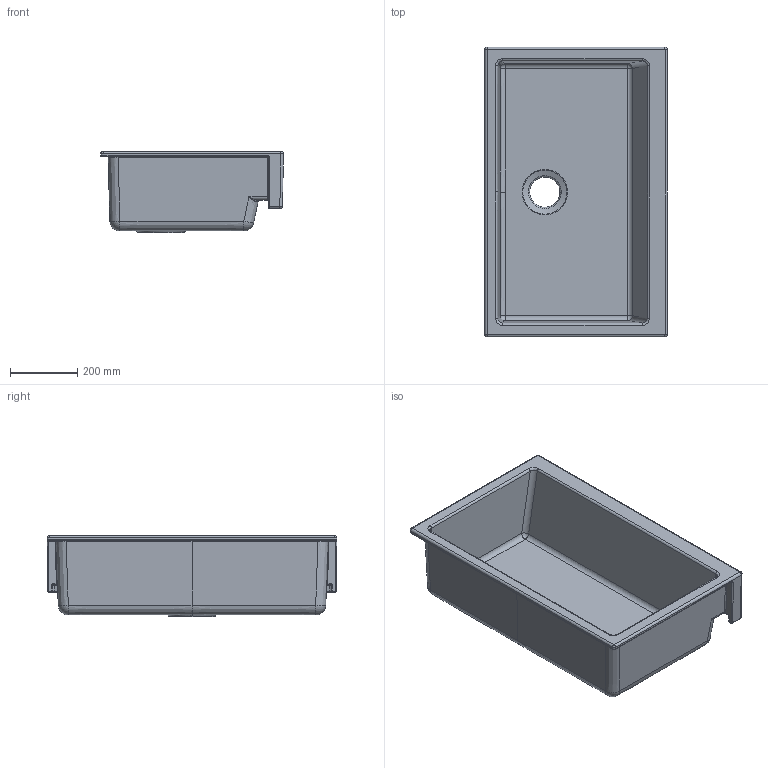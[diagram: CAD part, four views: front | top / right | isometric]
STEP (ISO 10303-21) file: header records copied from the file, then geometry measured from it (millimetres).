
FILE_DESCRIPTION(/* description */ (''),/* implementation_level */ '2;1');
FILE_NAME(/* name */ '1551 reva w1.stp',/* time_stamp */ '2022-10-21T17:03:42+03:00',/* author */ (''),/* organization */ (''),/* preprocessor_version */ 'ST-DEVELOPER v16',/* originating_system */ 'SIEMENS PLM Software NX 11.0',/* authorisation */ '');
FILE_SCHEMA (('AUTOMOTIVE_DESIGN { 1 0 10303 214 3 1 1 1 }'));
Length unit declared in the file: millimetre
Products named in the file (1): Dell6A3864663bnr
Bounding box: 544.2 x 863.06 x 241.56 mm (x, y, z)
Volume: 21386628.1 mm3; surface area: 1979391.9 mm2
Topology: 1 solids, 1 shells, 145 faces, 333 edges, 173 vertices
Faces by surface type: bspline 64, cylinder 42, plane 19, sphere 14, torus 5, cone 1
Entity records: 6256 total; most frequent: CARTESIAN_POINT 3404, ORIENTED_EDGE 624, DIRECTION 542, EDGE_CURVE 312, AXIS2_PLACEMENT_3D 226, VERTEX_POINT 172, EDGE_LOOP 150, ADVANCED_FACE 145
